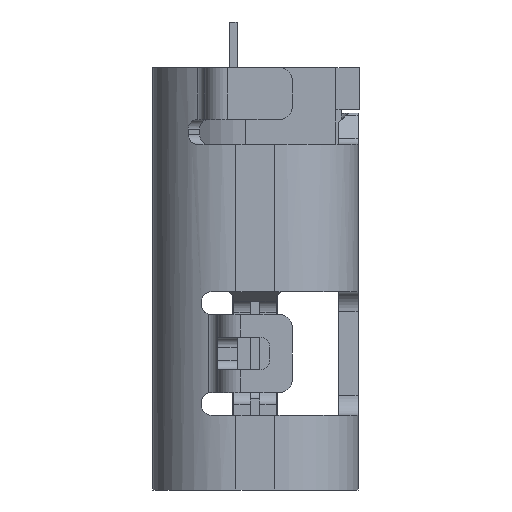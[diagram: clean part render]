
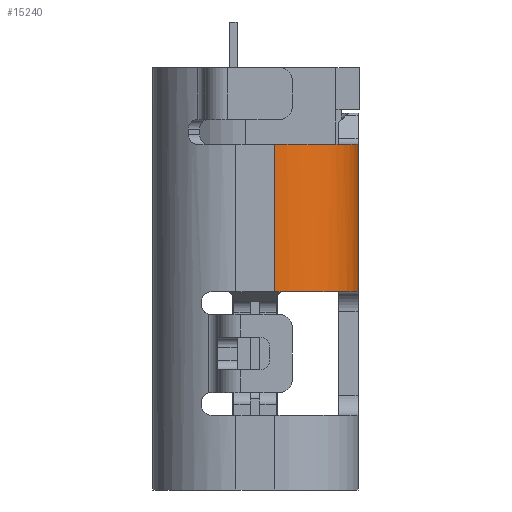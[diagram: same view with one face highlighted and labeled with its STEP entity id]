
A CAD part, left-side view. The second image highlights one B-rep face of the part: STEP entity #15240.
In plain terms, the highlighted cylindrical face has radius 1.28 mm (diameter 2.56 mm), a partial arc.
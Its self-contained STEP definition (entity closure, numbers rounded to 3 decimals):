
#371 = EDGE_CURVE ( 'NONE', #12529, #4155, #7195, .T. ) ;
#413 = CIRCLE ( 'NONE', #16764, 1.28 ) ;
#714 = VERTEX_POINT ( 'NONE', #10195 ) ;
#1346 = FACE_OUTER_BOUND ( 'NONE', #7835, .T. ) ;
#1412 = VECTOR ( 'NONE', #4768, 1000. ) ;
#1493 = DIRECTION ( 'NONE',  ( 0., 0., 1. ) ) ;
#1635 = VERTEX_POINT ( 'NONE', #12123 ) ;
#2567 = LINE ( 'NONE', #6393, #1412 ) ;
#2809 = CARTESIAN_POINT ( 'NONE',  ( -3.19, -0.305, -7.658 ) ) ;
#3580 = ORIENTED_EDGE ( 'NONE', *, *, #12199, .T. ) ;
#3791 = EDGE_CURVE ( 'NONE', #13418, #1635, #6886, .T. ) ;
#3990 = VECTOR ( 'NONE', #17831, 1000. ) ;
#4155 = VERTEX_POINT ( 'NONE', #19751 ) ;
#4677 = VERTEX_POINT ( 'NONE', #20154 ) ;
#4713 = DIRECTION ( 'NONE',  ( 0., 0., -1. ) ) ;
#4768 = DIRECTION ( 'NONE',  ( 0., 0., -1. ) ) ;
#5686 = CARTESIAN_POINT ( 'NONE',  ( -4.059, -1.245, -5.388 ) ) ;
#5697 = ORIENTED_EDGE ( 'NONE', *, *, #3791, .F. ) ;
#5873 = EDGE_CURVE ( 'NONE', #714, #1635, #6865, .T. ) ;
#6393 = CARTESIAN_POINT ( 'NONE',  ( -4.47, -0.305, -5.388 ) ) ;
#6466 = CARTESIAN_POINT ( 'NONE',  ( -3.19, -0.305, -6.108 ) ) ;
#6588 = ORIENTED_EDGE ( 'NONE', *, *, #371, .F. ) ;
#6754 = AXIS2_PLACEMENT_3D ( 'NONE', #6466, #4713, #15091 ) ;
#6865 = LINE ( 'NONE', #21464, #3990 ) ;
#6886 = CIRCLE ( 'NONE', #7259, 1.28 ) ;
#7195 = CIRCLE ( 'NONE', #22463, 1.28 ) ;
#7259 = AXIS2_PLACEMENT_3D ( 'NONE', #7523, #9164, #19670 ) ;
#7523 = CARTESIAN_POINT ( 'NONE',  ( -3.19, -0.305, -5.388 ) ) ;
#7558 = DIRECTION ( 'NONE',  ( 0., 0., -1. ) ) ;
#7779 = DIRECTION ( 'NONE',  ( -0.679, -0.734, 0. ) ) ;
#7835 = EDGE_LOOP ( 'NONE', ( #6588, #19006, #13286, #14516, #5697, #3580 ) ) ;
#9164 = DIRECTION ( 'NONE',  ( 0., 0., 1. ) ) ;
#10195 = CARTESIAN_POINT ( 'NONE',  ( -3.19, -1.585, -7.658 ) ) ;
#12123 = CARTESIAN_POINT ( 'NONE',  ( -3.19, -1.585, -5.388 ) ) ;
#12199 = EDGE_CURVE ( 'NONE', #13418, #4155, #21757, .T. ) ;
#12529 = VERTEX_POINT ( 'NONE', #14313 ) ;
#13286 = ORIENTED_EDGE ( 'NONE', *, *, #14297, .T. ) ;
#13418 = VERTEX_POINT ( 'NONE', #5686 ) ;
#14297 = EDGE_CURVE ( 'NONE', #4677, #714, #413, .T. ) ;
#14313 = CARTESIAN_POINT ( 'NONE',  ( -4.47, -0.305, -5.388 ) ) ;
#14516 = ORIENTED_EDGE ( 'NONE', *, *, #5873, .T. ) ;
#14801 = DIRECTION ( 'NONE',  ( 0., 0., 1. ) ) ;
#15091 = DIRECTION ( 'NONE',  ( -1., 0., 0. ) ) ;
#15240 = ADVANCED_FACE ( 'NONE', ( #1346 ), #17186, .T. ) ;
#15704 = DIRECTION ( 'NONE',  ( -1., 0., 0. ) ) ;
#16538 = CARTESIAN_POINT ( 'NONE',  ( -3.19, -0.305, -5.388 ) ) ;
#16764 = AXIS2_PLACEMENT_3D ( 'NONE', #2809, #14801, #22044 ) ;
#17186 = CYLINDRICAL_SURFACE ( 'NONE', #6754, 1.28 ) ;
#17463 = CARTESIAN_POINT ( 'NONE',  ( -3.19, -0.305, -5.388 ) ) ;
#17831 = DIRECTION ( 'NONE',  ( 0., 0., 1. ) ) ;
#18231 = EDGE_CURVE ( 'NONE', #12529, #4677, #2567, .T. ) ;
#18370 = AXIS2_PLACEMENT_3D ( 'NONE', #16538, #7558, #7779 ) ;
#19006 = ORIENTED_EDGE ( 'NONE', *, *, #18231, .T. ) ;
#19670 = DIRECTION ( 'NONE',  ( -0.679, -0.734, 0. ) ) ;
#19751 = CARTESIAN_POINT ( 'NONE',  ( -4.145, -1.157, -5.388 ) ) ;
#20154 = CARTESIAN_POINT ( 'NONE',  ( -4.47, -0.305, -7.658 ) ) ;
#21464 = CARTESIAN_POINT ( 'NONE',  ( -3.19, -1.585, -7.658 ) ) ;
#21757 = CIRCLE ( 'NONE', #18370, 1.28 ) ;
#22044 = DIRECTION ( 'NONE',  ( -1., 0., 0. ) ) ;
#22463 = AXIS2_PLACEMENT_3D ( 'NONE', #17463, #1493, #15704 ) ;
